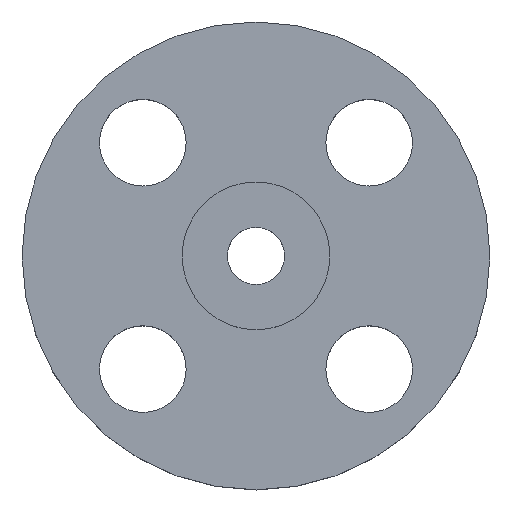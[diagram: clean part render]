
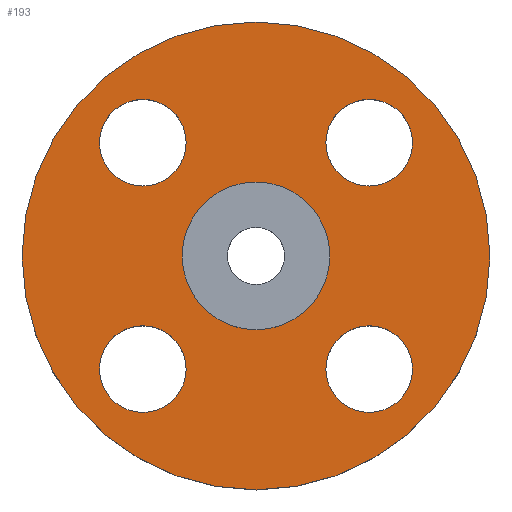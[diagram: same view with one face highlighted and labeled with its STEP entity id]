
A CAD part, top view. The second image highlights one B-rep face of the part: STEP entity #193.
In plain terms, the highlighted planar face has unit normal (0, 0, 1).
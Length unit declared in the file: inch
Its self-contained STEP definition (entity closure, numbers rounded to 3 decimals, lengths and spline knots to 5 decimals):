
#1 = DIRECTION ( 'NONE',  ( 1., 0., 0. ) ) ;
#2 = DIRECTION ( 'NONE',  ( 0., 0., 1. ) ) ;
#19 = AXIS2_PLACEMENT_3D ( 'NONE', #699, #630, #146 ) ;
#22 = VERTEX_POINT ( 'NONE', #777 ) ;
#36 = VERTEX_POINT ( 'NONE', #550 ) ;
#41 = VERTEX_POINT ( 'NONE', #485 ) ;
#62 = CIRCLE ( 'NONE', #588, 0.44 ) ;
#66 = DIRECTION ( 'NONE',  ( 1., 0., 0. ) ) ;
#75 = DIRECTION ( 'NONE',  ( 0., 0., -1. ) ) ;
#76 = EDGE_CURVE ( 'NONE', #530, #781, #690, .T. ) ;
#77 = ORIENTED_EDGE ( 'NONE', *, *, #220, .F. ) ;
#83 = ORIENTED_EDGE ( 'NONE', *, *, #607, .F. ) ;
#91 = CARTESIAN_POINT ( 'NONE',  ( -1.14905, 1.14905, -0.25 ) ) ;
#97 = PLANE ( 'NONE',  #600 ) ;
#103 = EDGE_CURVE ( 'NONE', #671, #423, #232, .T. ) ;
#111 = CARTESIAN_POINT ( 'NONE',  ( -2.375, 0., -0.25 ) ) ;
#124 = CARTESIAN_POINT ( 'NONE',  ( 0., 0., -0.25 ) ) ;
#137 = DIRECTION ( 'NONE',  ( 0., 0., 1. ) ) ;
#141 = DIRECTION ( 'NONE',  ( -1., 0., 0. ) ) ;
#144 = AXIS2_PLACEMENT_3D ( 'NONE', #436, #681, #66 ) ;
#146 = DIRECTION ( 'NONE',  ( -1., 0., 0. ) ) ;
#172 = AXIS2_PLACEMENT_3D ( 'NONE', #412, #660, #594 ) ;
#175 = CARTESIAN_POINT ( 'NONE',  ( 0., 0., -0.25 ) ) ;
#186 = EDGE_LOOP ( 'NONE', ( #769, #759 ) ) ;
#193 = ADVANCED_FACE ( 'NONE', ( #682, #283, #374, #467, #522, #696 ), #97, .T. ) ;
#195 = AXIS2_PLACEMENT_3D ( 'NONE', #762, #214, #141 ) ;
#196 = DIRECTION ( 'NONE',  ( 0., 0., 1. ) ) ;
#200 = CARTESIAN_POINT ( 'NONE',  ( 2.375, 0., -0.25 ) ) ;
#212 = ORIENTED_EDGE ( 'NONE', *, *, #701, .F. ) ;
#214 = DIRECTION ( 'NONE',  ( 0., 0., 1. ) ) ;
#216 = ORIENTED_EDGE ( 'NONE', *, *, #628, .F. ) ;
#217 = CIRCLE ( 'NONE', #344, 0.44 ) ;
#218 = DIRECTION ( 'NONE',  ( 0., 0., 1. ) ) ;
#220 = EDGE_CURVE ( 'NONE', #781, #530, #62, .T. ) ;
#222 = ORIENTED_EDGE ( 'NONE', *, *, #413, .T. ) ;
#223 = CARTESIAN_POINT ( 'NONE',  ( 1.14905, -0.70905, -0.25 ) ) ;
#227 = CARTESIAN_POINT ( 'NONE',  ( -1.14905, 0.70905, -0.25 ) ) ;
#232 = CIRCLE ( 'NONE', #679, 2.375 ) ;
#241 = CARTESIAN_POINT ( 'NONE',  ( 0.75, 0., -0.25 ) ) ;
#245 = VERTEX_POINT ( 'NONE', #256 ) ;
#248 = DIRECTION ( 'NONE',  ( 1., 0., 0. ) ) ;
#251 = EDGE_LOOP ( 'NONE', ( #730, #216 ) ) ;
#252 = EDGE_CURVE ( 'NONE', #22, #554, #536, .T. ) ;
#254 = AXIS2_PLACEMENT_3D ( 'NONE', #124, #75, #308 ) ;
#256 = CARTESIAN_POINT ( 'NONE',  ( -1.14905, 1.58905, -0.25 ) ) ;
#261 = DIRECTION ( 'NONE',  ( 0., 0., 1. ) ) ;
#264 = CARTESIAN_POINT ( 'NONE',  ( -1.14905, 1.14905, -0.25 ) ) ;
#276 = CARTESIAN_POINT ( 'NONE',  ( 1.14905, -1.14905, -0.25 ) ) ;
#281 = EDGE_LOOP ( 'NONE', ( #709, #222 ) ) ;
#283 = FACE_BOUND ( 'NONE', #299, .T. ) ;
#299 = EDGE_LOOP ( 'NONE', ( #698, #212 ) ) ;
#308 = DIRECTION ( 'NONE',  ( 1., 0., 0. ) ) ;
#323 = VERTEX_POINT ( 'NONE', #241 ) ;
#329 = DIRECTION ( 'NONE',  ( 1., 0., 0. ) ) ;
#330 = AXIS2_PLACEMENT_3D ( 'NONE', #640, #218, #329 ) ;
#341 = DIRECTION ( 'NONE',  ( 0., 0., 1. ) ) ;
#344 = AXIS2_PLACEMENT_3D ( 'NONE', #367, #549, #1 ) ;
#348 = AXIS2_PLACEMENT_3D ( 'NONE', #662, #535, #434 ) ;
#353 = VERTEX_POINT ( 'NONE', #227 ) ;
#367 = CARTESIAN_POINT ( 'NONE',  ( 1.14905, 1.14905, -0.25 ) ) ;
#374 = FACE_BOUND ( 'NONE', #251, .T. ) ;
#379 = CARTESIAN_POINT ( 'NONE',  ( -0.70905, -1.14905, -0.25 ) ) ;
#381 = VERTEX_POINT ( 'NONE', #778 ) ;
#409 = CIRCLE ( 'NONE', #144, 0.75 ) ;
#412 = CARTESIAN_POINT ( 'NONE',  ( 0., 0., -0.25 ) ) ;
#413 = EDGE_CURVE ( 'NONE', #423, #671, #421, .T. ) ;
#421 = CIRCLE ( 'NONE', #172, 2.375 ) ;
#423 = VERTEX_POINT ( 'NONE', #111 ) ;
#434 = DIRECTION ( 'NONE',  ( 0., -1., 0. ) ) ;
#435 = ORIENTED_EDGE ( 'NONE', *, *, #716, .F. ) ;
#436 = CARTESIAN_POINT ( 'NONE',  ( 0., 0., -0.25 ) ) ;
#437 = CIRCLE ( 'NONE', #19, 0.44 ) ;
#455 = EDGE_LOOP ( 'NONE', ( #83, #435 ) ) ;
#466 = EDGE_LOOP ( 'NONE', ( #653, #77 ) ) ;
#467 = FACE_BOUND ( 'NONE', #455, .T. ) ;
#485 = CARTESIAN_POINT ( 'NONE',  ( 0.70905, 1.14905, -0.25 ) ) ;
#497 = CARTESIAN_POINT ( 'NONE',  ( 1.14905, -1.58905, -0.25 ) ) ;
#502 = EDGE_CURVE ( 'NONE', #36, #323, #409, .T. ) ;
#504 = DIRECTION ( 'NONE',  ( 0., 1., 0. ) ) ;
#510 = CARTESIAN_POINT ( 'NONE',  ( 0., 0., -0.25 ) ) ;
#522 = FACE_BOUND ( 'NONE', #186, .T. ) ;
#530 = VERTEX_POINT ( 'NONE', #497 ) ;
#531 = CIRCLE ( 'NONE', #661, 0.44 ) ;
#535 = DIRECTION ( 'NONE',  ( 0., 0., 1. ) ) ;
#536 = CIRCLE ( 'NONE', #195, 0.44 ) ;
#543 = CIRCLE ( 'NONE', #674, 0.44 ) ;
#549 = DIRECTION ( 'NONE',  ( 0., 0., 1. ) ) ;
#550 = CARTESIAN_POINT ( 'NONE',  ( -0.75, 0., -0.25 ) ) ;
#554 = VERTEX_POINT ( 'NONE', #379 ) ;
#555 = CIRCLE ( 'NONE', #254, 0.75 ) ;
#580 = EDGE_CURVE ( 'NONE', #323, #36, #555, .T. ) ;
#588 = AXIS2_PLACEMENT_3D ( 'NONE', #276, #196, #758 ) ;
#594 = DIRECTION ( 'NONE',  ( 1., 0., 0. ) ) ;
#600 = AXIS2_PLACEMENT_3D ( 'NONE', #510, #341, #700 ) ;
#607 = EDGE_CURVE ( 'NONE', #381, #41, #217, .T. ) ;
#627 = DIRECTION ( 'NONE',  ( 0., 1., 0. ) ) ;
#628 = EDGE_CURVE ( 'NONE', #353, #245, #531, .T. ) ;
#630 = DIRECTION ( 'NONE',  ( 0., 0., 1. ) ) ;
#640 = CARTESIAN_POINT ( 'NONE',  ( 1.14905, 1.14905, -0.25 ) ) ;
#652 = CIRCLE ( 'NONE', #330, 0.44 ) ;
#653 = ORIENTED_EDGE ( 'NONE', *, *, #76, .F. ) ;
#656 = EDGE_CURVE ( 'NONE', #245, #353, #543, .T. ) ;
#660 = DIRECTION ( 'NONE',  ( 0., 0., 1. ) ) ;
#661 = AXIS2_PLACEMENT_3D ( 'NONE', #91, #261, #627 ) ;
#662 = CARTESIAN_POINT ( 'NONE',  ( 1.14905, -1.14905, -0.25 ) ) ;
#671 = VERTEX_POINT ( 'NONE', #200 ) ;
#674 = AXIS2_PLACEMENT_3D ( 'NONE', #264, #137, #504 ) ;
#679 = AXIS2_PLACEMENT_3D ( 'NONE', #175, #2, #248 ) ;
#681 = DIRECTION ( 'NONE',  ( 0., 0., -1. ) ) ;
#682 = FACE_BOUND ( 'NONE', #466, .T. ) ;
#690 = CIRCLE ( 'NONE', #348, 0.44 ) ;
#696 = FACE_OUTER_BOUND ( 'NONE', #281, .T. ) ;
#698 = ORIENTED_EDGE ( 'NONE', *, *, #252, .F. ) ;
#699 = CARTESIAN_POINT ( 'NONE',  ( -1.14905, -1.14905, -0.25 ) ) ;
#700 = DIRECTION ( 'NONE',  ( 1., 0., 0. ) ) ;
#701 = EDGE_CURVE ( 'NONE', #554, #22, #437, .T. ) ;
#709 = ORIENTED_EDGE ( 'NONE', *, *, #103, .T. ) ;
#716 = EDGE_CURVE ( 'NONE', #41, #381, #652, .T. ) ;
#730 = ORIENTED_EDGE ( 'NONE', *, *, #656, .F. ) ;
#758 = DIRECTION ( 'NONE',  ( 0., -1., 0. ) ) ;
#759 = ORIENTED_EDGE ( 'NONE', *, *, #502, .T. ) ;
#762 = CARTESIAN_POINT ( 'NONE',  ( -1.14905, -1.14905, -0.25 ) ) ;
#769 = ORIENTED_EDGE ( 'NONE', *, *, #580, .T. ) ;
#777 = CARTESIAN_POINT ( 'NONE',  ( -1.58905, -1.14905, -0.25 ) ) ;
#778 = CARTESIAN_POINT ( 'NONE',  ( 1.58905, 1.14905, -0.25 ) ) ;
#781 = VERTEX_POINT ( 'NONE', #223 ) ;
